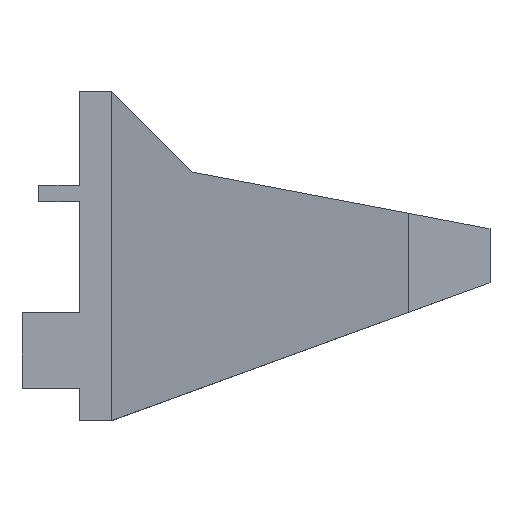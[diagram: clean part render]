
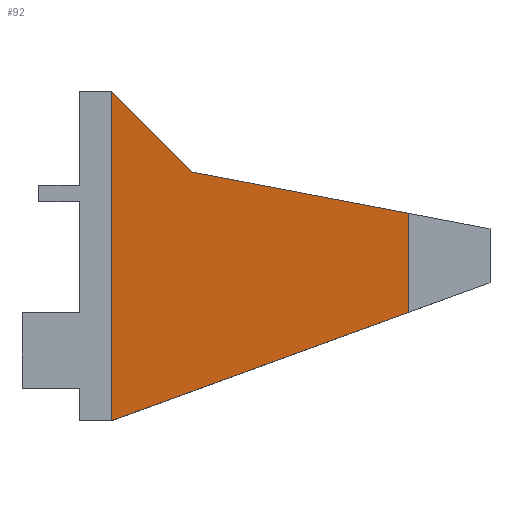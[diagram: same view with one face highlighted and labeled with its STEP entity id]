
A CAD part, top view. The second image highlights one B-rep face of the part: STEP entity #92.
In plain terms, the highlighted planar face has unit normal (-0.152, 0, 0.988).
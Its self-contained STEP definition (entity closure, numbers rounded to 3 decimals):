
#2 = DIRECTION ( 'NONE',  ( 0.152, 0., -0.988 ) ) ;
#36 = CARTESIAN_POINT ( 'NONE',  ( 1., 74.819, 28.9 ) ) ;
#92 = ADVANCED_FACE ( 'NONE', ( #1038 ), #1133, .F. ) ;
#108 = CARTESIAN_POINT ( 'NONE',  ( 2.07, -43.21, 29.064 ) ) ;
#139 = EDGE_CURVE ( 'NONE', #936, #360, #1537, .T. ) ;
#147 = CARTESIAN_POINT ( 'NONE',  ( 16.026, 2.374, 31.209 ) ) ;
#159 = EDGE_CURVE ( 'NONE', #936, #760, #1530, .T. ) ;
#164 = VECTOR ( 'NONE', #884, 1000. ) ;
#192 = CARTESIAN_POINT ( 'NONE',  ( 1., 17.4, 28.9 ) ) ;
#272 = DIRECTION ( 'NONE',  ( 0.703, -0.703, 0.108 ) ) ;
#274 = ORIENTED_EDGE ( 'NONE', *, *, #139, .T. ) ;
#360 = VERTEX_POINT ( 'NONE', #1377 ) ;
#366 = ORIENTED_EDGE ( 'NONE', *, *, #1067, .F. ) ;
#428 = CARTESIAN_POINT ( 'NONE',  ( 56., 74.819, 37.35 ) ) ;
#490 = LINE ( 'NONE', #1615, #721 ) ;
#629 = VECTOR ( 'NONE', #272, 1000. ) ;
#635 = DIRECTION ( 'NONE',  ( 0., -1., 0. ) ) ;
#657 = VERTEX_POINT ( 'NONE', #1092 ) ;
#721 = VECTOR ( 'NONE', #852, 1000. ) ;
#760 = VERTEX_POINT ( 'NONE', #1064 ) ;
#846 = ORIENTED_EDGE ( 'NONE', *, *, #973, .F. ) ;
#852 = DIRECTION ( 'NONE',  ( 0.971, -0.185, 0.149 ) ) ;
#884 = DIRECTION ( 'NONE',  ( 0., -1., 0. ) ) ;
#936 = VERTEX_POINT ( 'NONE', #192 ) ;
#973 = EDGE_CURVE ( 'NONE', #1203, #657, #1566, .T. ) ;
#1032 = ORIENTED_EDGE ( 'NONE', *, *, #1325, .F. ) ;
#1038 = FACE_OUTER_BOUND ( 'NONE', #1531, .T. ) ;
#1057 = LINE ( 'NONE', #108, #1231 ) ;
#1064 = CARTESIAN_POINT ( 'NONE',  ( 16., 2.4, 31.205 ) ) ;
#1067 = EDGE_CURVE ( 'NONE', #760, #1203, #490, .T. ) ;
#1092 = CARTESIAN_POINT ( 'NONE',  ( 56., -23.564, 37.35 ) ) ;
#1133 = PLANE ( 'NONE',  #1332 ) ;
#1137 = CARTESIAN_POINT ( 'NONE',  ( 56., -5.236, 37.35 ) ) ;
#1203 = VERTEX_POINT ( 'NONE', #1137 ) ;
#1231 = VECTOR ( 'NONE', #1600, 1000. ) ;
#1324 = DIRECTION ( 'NONE',  ( 0., -1., 0. ) ) ;
#1325 = EDGE_CURVE ( 'NONE', #657, #360, #1057, .T. ) ;
#1332 = AXIS2_PLACEMENT_3D ( 'NONE', #36, #2, #635 ) ;
#1377 = CARTESIAN_POINT ( 'NONE',  ( 1., -43.6, 28.9 ) ) ;
#1403 = CARTESIAN_POINT ( 'NONE',  ( 1., -11.085, 28.9 ) ) ;
#1472 = ORIENTED_EDGE ( 'NONE', *, *, #159, .F. ) ;
#1530 = LINE ( 'NONE', #147, #629 ) ;
#1531 = EDGE_LOOP ( 'NONE', ( #274, #1032, #846, #366, #1472 ) ) ;
#1537 = LINE ( 'NONE', #1403, #164 ) ;
#1566 = LINE ( 'NONE', #428, #1630 ) ;
#1600 = DIRECTION ( 'NONE',  ( -0.93, -0.339, -0.143 ) ) ;
#1615 = CARTESIAN_POINT ( 'NONE',  ( 69.825, -7.876, 39.474 ) ) ;
#1630 = VECTOR ( 'NONE', #1324, 1000. ) ;
